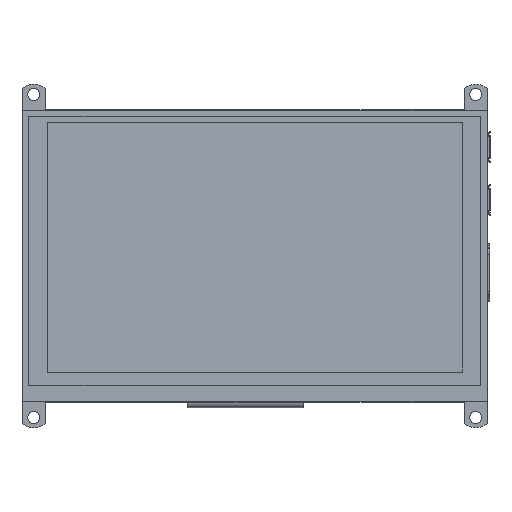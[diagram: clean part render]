
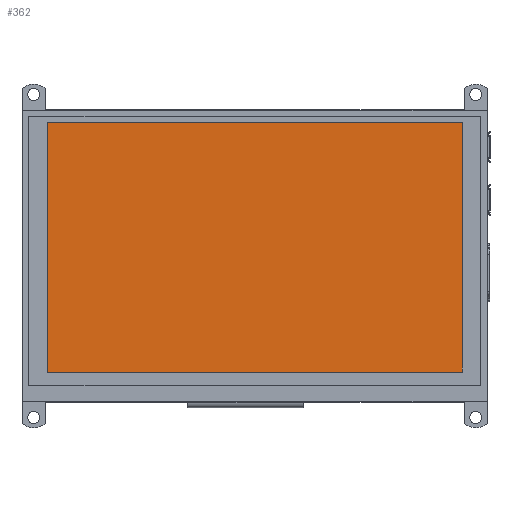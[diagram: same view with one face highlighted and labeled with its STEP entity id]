
A CAD part, top view. The second image highlights one B-rep face of the part: STEP entity #362.
In plain terms, the highlighted planar face has unit normal (0, 0, 1).
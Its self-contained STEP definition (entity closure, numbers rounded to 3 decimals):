
#362=ADVANCED_FACE('',(#813),#627,.T.);
#627=PLANE('',#5207);
#813=FACE_OUTER_BOUND('',#1073,.T.);
#1073=EDGE_LOOP('',(#1458,#1459,#1460,#1461));
#1458=ORIENTED_EDGE('',*,*,#3382,.T.);
#1459=ORIENTED_EDGE('',*,*,#3383,.T.);
#1460=ORIENTED_EDGE('',*,*,#3384,.T.);
#1461=ORIENTED_EDGE('',*,*,#3385,.T.);
#2866=VERTEX_POINT('',#7186);
#2867=VERTEX_POINT('',#7187);
#2868=VERTEX_POINT('',#7189);
#2869=VERTEX_POINT('',#7191);
#3382=EDGE_CURVE('',#2866,#2867,#4120,.T.);
#3383=EDGE_CURVE('',#2867,#2868,#4121,.T.);
#3384=EDGE_CURVE('',#2868,#2869,#4122,.T.);
#3385=EDGE_CURVE('',#2869,#2866,#4123,.T.);
#4120=LINE('',#7185,#4680);
#4121=LINE('',#7188,#4681);
#4122=LINE('',#7190,#4682);
#4123=LINE('',#7192,#4683);
#4680=VECTOR('',#5744,1.);
#4681=VECTOR('',#5745,1.);
#4682=VECTOR('',#5746,1.);
#4683=VECTOR('',#5747,1.);
#5207=AXIS2_PLACEMENT_3D('',#7193,#5748,#5749);
#5744=DIRECTION('',(1.,0.,0.));
#5745=DIRECTION('',(0.,1.,0.));
#5746=DIRECTION('',(-1.,0.,0.));
#5747=DIRECTION('',(0.,-1.,0.));
#5748=DIRECTION('',(0.,0.,1.));
#5749=DIRECTION('',(-1.,0.,0.));
#7185=CARTESIAN_POINT('',(-54.,-30.19,5.2));
#7186=CARTESIAN_POINT('',(-54.,-30.19,5.2));
#7187=CARTESIAN_POINT('',(54.,-30.19,5.2));
#7188=CARTESIAN_POINT('',(54.,-30.19,5.2));
#7189=CARTESIAN_POINT('',(54.,34.61,5.2));
#7190=CARTESIAN_POINT('',(54.,34.61,5.2));
#7191=CARTESIAN_POINT('',(-54.,34.61,5.2));
#7192=CARTESIAN_POINT('',(-54.,34.61,5.2));
#7193=CARTESIAN_POINT('',(0.,-53.728,5.2));
